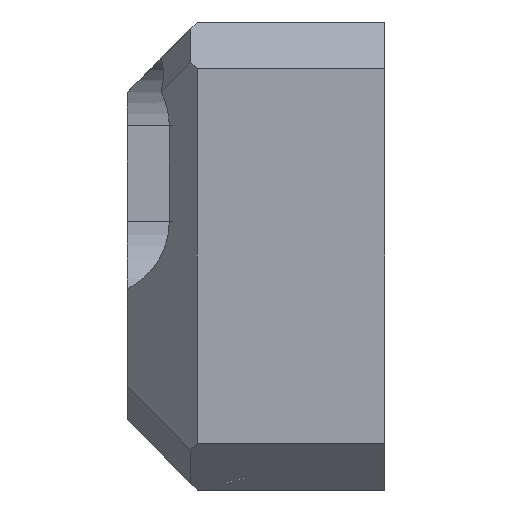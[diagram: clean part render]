
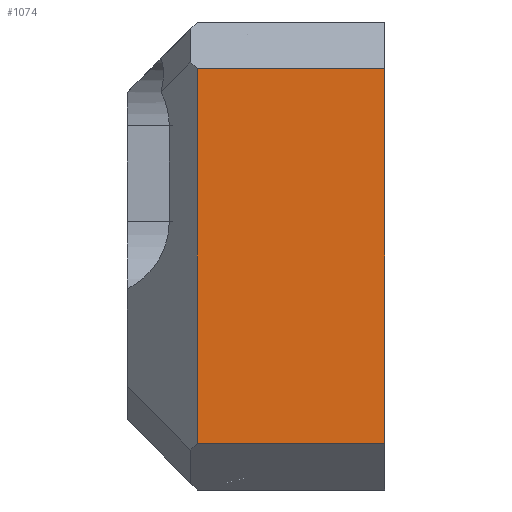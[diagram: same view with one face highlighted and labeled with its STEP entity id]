
A CAD part, left-side view. The second image highlights one B-rep face of the part: STEP entity #1074.
In plain terms, the highlighted planar face has unit normal (-1, 0, 0).
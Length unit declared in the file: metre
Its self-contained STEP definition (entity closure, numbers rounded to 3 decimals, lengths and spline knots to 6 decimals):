
#144=ORIENTED_EDGE('',*,*,#436,.T.);
#145=ORIENTED_EDGE('',*,*,#437,.T.);
#146=ORIENTED_EDGE('',*,*,#416,.F.);
#147=ORIENTED_EDGE('',*,*,#438,.T.);
#416=EDGE_CURVE('',#564,#565,#670,.T.);
#436=EDGE_CURVE('',#580,#581,#690,.T.);
#437=EDGE_CURVE('',#581,#565,#691,.T.);
#438=EDGE_CURVE('',#564,#580,#692,.T.);
#564=VERTEX_POINT('',#1620);
#565=VERTEX_POINT('',#1621);
#580=VERTEX_POINT('',#1660);
#581=VERTEX_POINT('',#1661);
#670=LINE('',#1619,#796);
#690=LINE('',#1659,#816);
#691=LINE('',#1662,#817);
#692=LINE('',#1663,#818);
#796=VECTOR('',#1297,1.);
#816=VECTOR('',#1325,1.);
#817=VECTOR('',#1326,1.);
#818=VECTOR('',#1327,1.);
#898=EDGE_LOOP('',(#144,#145,#146,#147));
#966=FACE_BOUND('',#898,.T.);
#1030=PLANE('',#1151);
#1074=ADVANCED_FACE('',(#966),#1030,.T.);
#1151=AXIS2_PLACEMENT_3D('',#1658,#1323,#1324);
#1297=DIRECTION('',(0.,0.,-1.));
#1323=DIRECTION('',(-1.,0.,0.));
#1324=DIRECTION('',(0.,1.,0.));
#1325=DIRECTION('',(0.,0.,-1.));
#1326=DIRECTION('',(0.,-1.,0.));
#1327=DIRECTION('',(0.,1.,0.));
#1619=CARTESIAN_POINT('',(-0.02,0.002,0.018));
#1620=CARTESIAN_POINT('',(-0.02,0.002,0.026));
#1621=CARTESIAN_POINT('',(-0.02,0.002,0.01));
#1658=CARTESIAN_POINT('',(-0.02,0.009,0.018));
#1659=CARTESIAN_POINT('',(-0.02,0.01,0.018));
#1660=CARTESIAN_POINT('',(-0.02,0.01,0.026));
#1661=CARTESIAN_POINT('',(-0.02,0.01,0.01));
#1662=CARTESIAN_POINT('',(-0.02,0.002,0.01));
#1663=CARTESIAN_POINT('',(-0.02,0.009,0.026));
